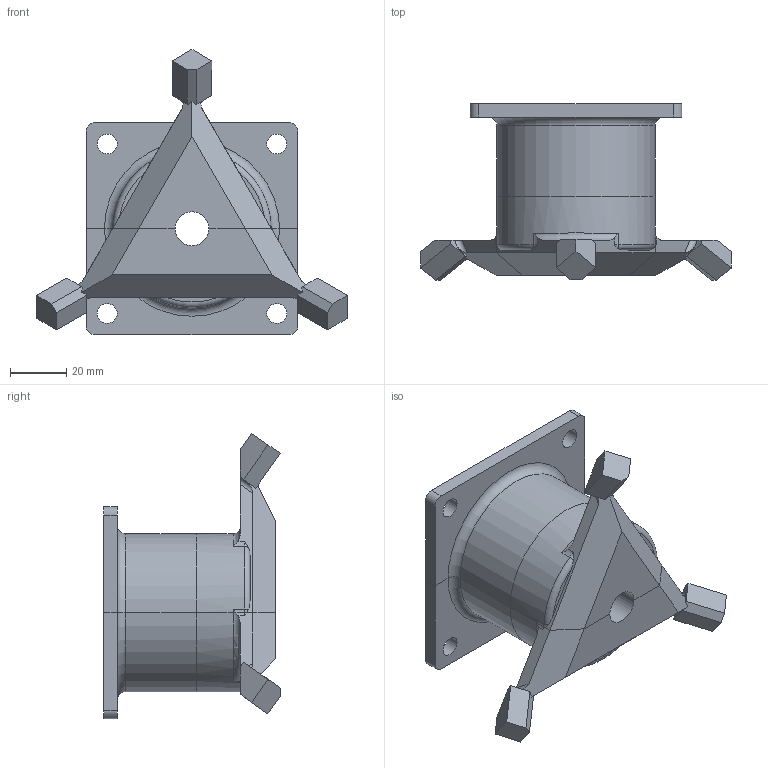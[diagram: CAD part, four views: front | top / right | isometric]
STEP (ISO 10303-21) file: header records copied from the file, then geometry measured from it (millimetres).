
FILE_DESCRIPTION(/* description */ (''),/* implementation_level */ '2;1');
FILE_NAME(/* name */ 'CornerMount_MotorMount_ASM v2.step',/* time_stamp */ '2025-09-03T10:24:02-04:00',/* author */ (''),/* organization */ (''),/* preprocessor_version */ 'ST-DEVELOPER v20.1',/* originating_system */ 'Autodesk Translation Framework v14.10.0.0',/* authorisation */ '');
FILE_SCHEMA (('AUTOMOTIVE_DESIGN { 1 0 10303 214 3 1 1 }'));
Length unit declared in the file: millimetre
Products named in the file (1): CornerMount_MotorMount_ASM
Bounding box: 110.04 x 62.47 x 101 mm (x, y, z)
Volume: 134389.4 mm3; surface area: 41585.5 mm2
Topology: 4 solids, 4 shells, 418 faces, 1212 edges, 806 vertices
Faces by surface type: cylinder 204, bspline 104, plane 86, torus 18, cone 6
Full cylindrical faces by diameter (mm): 6.035 x12, 7 x4, 7.147 x6, 7.5 x2, 10.5 x2
Entity records: 22271 total; most frequent: CARTESIAN_POINT 12435, ORIENTED_EDGE 2424, DIRECTION 1446, EDGE_CURVE 1212, VERTEX_POINT 806, B_SPLINE_CURVE_WITH_KNOTS 544, LINE 520, VECTOR 520
